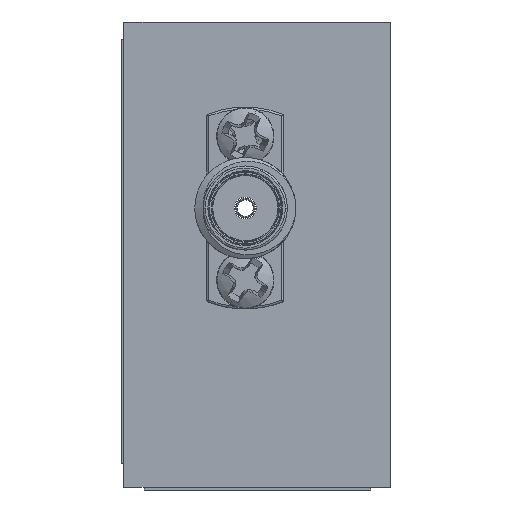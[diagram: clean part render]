
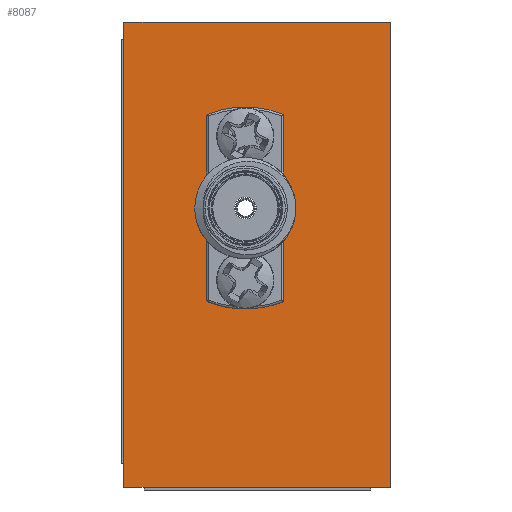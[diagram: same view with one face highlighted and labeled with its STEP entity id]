
A CAD part, left-side view. The second image highlights one B-rep face of the part: STEP entity #8087.
In plain terms, the highlighted planar face has unit normal (-1, 0, 0).
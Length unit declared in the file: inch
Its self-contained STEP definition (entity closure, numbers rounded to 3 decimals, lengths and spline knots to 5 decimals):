
#331 = DIRECTION ( 'NONE',  ( 0., 0., 1. ) ) ;
#1086 = EDGE_CURVE ( 'NONE', #33981, #31955, #25557, .T. ) ;
#1487 = AXIS2_PLACEMENT_3D ( 'NONE', #20785, #3454, #5837 ) ;
#2512 = EDGE_CURVE ( 'NONE', #8316, #32552, #18409, .T. ) ;
#3293 = DIRECTION ( 'NONE',  ( -1., 0., 0. ) ) ;
#3454 = DIRECTION ( 'NONE',  ( -1., 0., 0. ) ) ;
#3744 = CARTESIAN_POINT ( 'NONE',  ( -1.92552, 0.29673, 0.30952 ) ) ;
#4664 = CARTESIAN_POINT ( 'NONE',  ( -1.92552, -0.00327, 0.07002 ) ) ;
#4868 = CIRCLE ( 'NONE', #7401, 0.0505 ) ;
#5433 = DIRECTION ( 'NONE',  ( 1., 0., 0. ) ) ;
#5837 = DIRECTION ( 'NONE',  ( 0., 0., 1. ) ) ;
#5972 = ORIENTED_EDGE ( 'NONE', *, *, #25884, .F. ) ;
#6334 = AXIS2_PLACEMENT_3D ( 'NONE', #20222, #26370, #38341 ) ;
#6364 = CARTESIAN_POINT ( 'NONE',  ( -1.92552, 0.29673, -0.84048 ) ) ;
#7401 = AXIS2_PLACEMENT_3D ( 'NONE', #32976, #3293, #331 ) ;
#7876 = DIRECTION ( 'NONE',  ( -1., 0., 0. ) ) ;
#8087 = ADVANCED_FACE ( 'NONE', ( #28851, #35118, #13867, #14071 ), #14261, .F. ) ;
#8316 = VERTEX_POINT ( 'NONE', #21911 ) ;
#9284 = CARTESIAN_POINT ( 'NONE',  ( -1.92552, -0.36327, -0.84048 ) ) ;
#9388 = VECTOR ( 'NONE', #33485, 39.37008 ) ;
#11125 = ORIENTED_EDGE ( 'NONE', *, *, #27539, .F. ) ;
#11370 = EDGE_CURVE ( 'NONE', #17083, #33981, #28046, .T. ) ;
#12653 = EDGE_CURVE ( 'NONE', #22574, #34452, #4868, .T. ) ;
#13149 = DIRECTION ( 'NONE',  ( -1., 0., 0. ) ) ;
#13298 = CARTESIAN_POINT ( 'NONE',  ( -1.92552, -0.00327, -0.37098 ) ) ;
#13867 = FACE_BOUND ( 'NONE', #15102, .T. ) ;
#14071 = FACE_OUTER_BOUND ( 'NONE', #36119, .T. ) ;
#14261 = PLANE ( 'NONE',  #18118 ) ;
#14755 = EDGE_CURVE ( 'NONE', #17083, #26518, #33085, .T. ) ;
#15102 = EDGE_LOOP ( 'NONE', ( #24346, #26266 ) ) ;
#16505 = EDGE_LOOP ( 'NONE', ( #5972, #11125 ) ) ;
#16884 = ORIENTED_EDGE ( 'NONE', *, *, #37035, .F. ) ;
#17083 = VERTEX_POINT ( 'NONE', #21070 ) ;
#17228 = EDGE_CURVE ( 'NONE', #34452, #22574, #18837, .T. ) ;
#18118 = AXIS2_PLACEMENT_3D ( 'NONE', #34914, #5433, #19759 ) ;
#18409 = CIRCLE ( 'NONE', #1487, 0.043 ) ;
#18441 = AXIS2_PLACEMENT_3D ( 'NONE', #22907, #22713, #31935 ) ;
#18837 = CIRCLE ( 'NONE', #6334, 0.0505 ) ;
#18998 = CARTESIAN_POINT ( 'NONE',  ( -1.92552, -0.00327, 0.02702 ) ) ;
#19188 = CIRCLE ( 'NONE', #21119, 0.043 ) ;
#19446 = DIRECTION ( 'NONE',  ( 0., 0., 1. ) ) ;
#19759 = DIRECTION ( 'NONE',  ( 0., 0., -1. ) ) ;
#19967 = VECTOR ( 'NONE', #37330, 39.37008 ) ;
#20166 = EDGE_CURVE ( 'NONE', #26518, #31955, #27689, .T. ) ;
#20222 = CARTESIAN_POINT ( 'NONE',  ( -1.92552, -0.00327, -0.15048 ) ) ;
#20343 = CIRCLE ( 'NONE', #18441, 0.043 ) ;
#20527 = ORIENTED_EDGE ( 'NONE', *, *, #14755, .T. ) ;
#20785 = CARTESIAN_POINT ( 'NONE',  ( -1.92552, -0.00327, -0.32798 ) ) ;
#21070 = CARTESIAN_POINT ( 'NONE',  ( -1.92552, 0.29673, -0.84048 ) ) ;
#21119 = AXIS2_PLACEMENT_3D ( 'NONE', #18998, #13149, #34357 ) ;
#21178 = DIRECTION ( 'NONE',  ( 0., 0., 1. ) ) ;
#21911 = CARTESIAN_POINT ( 'NONE',  ( -1.92552, -0.00327, -0.28498 ) ) ;
#22008 = CARTESIAN_POINT ( 'NONE',  ( -1.92552, 0.29673, 0.30952 ) ) ;
#22194 = EDGE_LOOP ( 'NONE', ( #30650, #16884 ) ) ;
#22574 = VERTEX_POINT ( 'NONE', #38814 ) ;
#22713 = DIRECTION ( 'NONE',  ( -1., 0., 0. ) ) ;
#22907 = CARTESIAN_POINT ( 'NONE',  ( -1.92552, -0.00327, 0.02702 ) ) ;
#22968 = ORIENTED_EDGE ( 'NONE', *, *, #11370, .F. ) ;
#24085 = CARTESIAN_POINT ( 'NONE',  ( -1.92552, -0.00327, -0.20098 ) ) ;
#24346 = ORIENTED_EDGE ( 'NONE', *, *, #12653, .F. ) ;
#24621 = CARTESIAN_POINT ( 'NONE',  ( -1.92552, -0.36327, 0.30952 ) ) ;
#25191 = CARTESIAN_POINT ( 'NONE',  ( -1.92552, -0.00327, -0.32798 ) ) ;
#25531 = AXIS2_PLACEMENT_3D ( 'NONE', #25191, #7876, #19446 ) ;
#25557 = LINE ( 'NONE', #3744, #19967 ) ;
#25884 = EDGE_CURVE ( 'NONE', #36763, #32003, #20343, .T. ) ;
#26266 = ORIENTED_EDGE ( 'NONE', *, *, #17228, .F. ) ;
#26370 = DIRECTION ( 'NONE',  ( -1., 0., 0. ) ) ;
#26518 = VERTEX_POINT ( 'NONE', #9284 ) ;
#27539 = EDGE_CURVE ( 'NONE', #32003, #36763, #19188, .T. ) ;
#27689 = LINE ( 'NONE', #33740, #35043 ) ;
#28046 = LINE ( 'NONE', #37072, #35772 ) ;
#28378 = ORIENTED_EDGE ( 'NONE', *, *, #1086, .F. ) ;
#28679 = CIRCLE ( 'NONE', #25531, 0.043 ) ;
#28743 = CARTESIAN_POINT ( 'NONE',  ( -1.92552, -0.00327, -0.01598 ) ) ;
#28851 = FACE_BOUND ( 'NONE', #16505, .T. ) ;
#30650 = ORIENTED_EDGE ( 'NONE', *, *, #2512, .F. ) ;
#31935 = DIRECTION ( 'NONE',  ( 0., 0., 1. ) ) ;
#31955 = VERTEX_POINT ( 'NONE', #24621 ) ;
#32003 = VERTEX_POINT ( 'NONE', #28743 ) ;
#32316 = ORIENTED_EDGE ( 'NONE', *, *, #20166, .T. ) ;
#32552 = VERTEX_POINT ( 'NONE', #13298 ) ;
#32976 = CARTESIAN_POINT ( 'NONE',  ( -1.92552, -0.00327, -0.15048 ) ) ;
#33085 = LINE ( 'NONE', #6364, #9388 ) ;
#33485 = DIRECTION ( 'NONE',  ( 0., -1., 0. ) ) ;
#33740 = CARTESIAN_POINT ( 'NONE',  ( -1.92552, -0.36327, 0.30952 ) ) ;
#33981 = VERTEX_POINT ( 'NONE', #22008 ) ;
#34357 = DIRECTION ( 'NONE',  ( 0., 0., 1. ) ) ;
#34452 = VERTEX_POINT ( 'NONE', #24085 ) ;
#34914 = CARTESIAN_POINT ( 'NONE',  ( -1.92552, 0.29673, 0.30952 ) ) ;
#35043 = VECTOR ( 'NONE', #36878, 39.37008 ) ;
#35118 = FACE_BOUND ( 'NONE', #22194, .T. ) ;
#35772 = VECTOR ( 'NONE', #21178, 39.37008 ) ;
#36119 = EDGE_LOOP ( 'NONE', ( #32316, #28378, #22968, #20527 ) ) ;
#36763 = VERTEX_POINT ( 'NONE', #4664 ) ;
#36878 = DIRECTION ( 'NONE',  ( 0., 0., 1. ) ) ;
#37035 = EDGE_CURVE ( 'NONE', #32552, #8316, #28679, .T. ) ;
#37072 = CARTESIAN_POINT ( 'NONE',  ( -1.92552, 0.29673, 0.30952 ) ) ;
#37330 = DIRECTION ( 'NONE',  ( 0., -1., 0. ) ) ;
#38341 = DIRECTION ( 'NONE',  ( 0., 0., 1. ) ) ;
#38814 = CARTESIAN_POINT ( 'NONE',  ( -1.92552, -0.00327, -0.09998 ) ) ;
